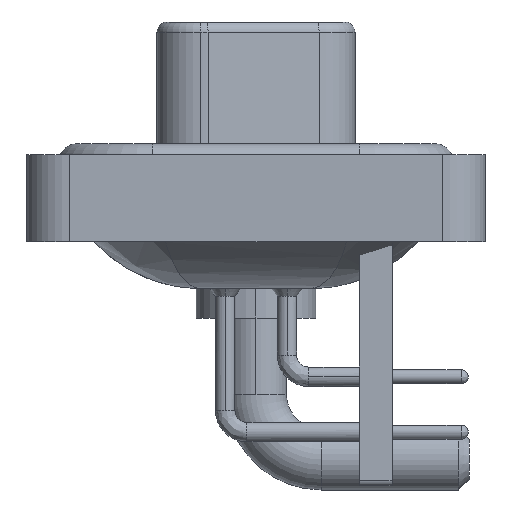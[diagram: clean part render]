
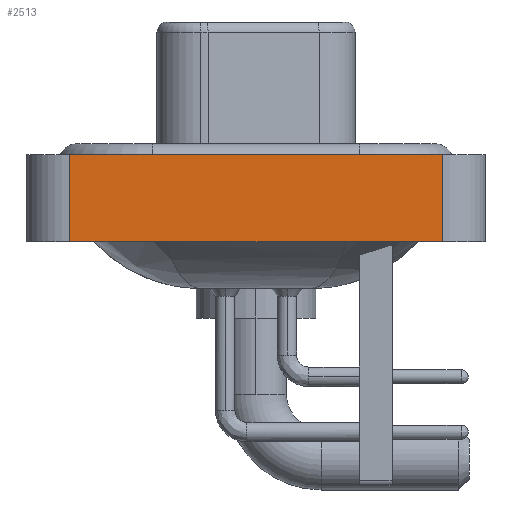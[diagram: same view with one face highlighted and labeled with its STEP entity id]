
A CAD part, left-side view. The second image highlights one B-rep face of the part: STEP entity #2513.
In plain terms, the highlighted planar face has unit normal (-1, 0, 0).
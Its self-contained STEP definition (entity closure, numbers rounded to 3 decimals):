
#2159 = DIRECTION ( 'NONE',  ( 0., 0., 1. ) ) ;
#2352 = VECTOR ( 'NONE', #2159, 1000. ) ;
#2466 = ORIENTED_EDGE ( 'NONE', *, *, #19692, .T. ) ;
#2513 = ADVANCED_FACE ( 'NONE', ( #16268 ), #3375, .T. ) ;
#3375 = PLANE ( 'NONE',  #8601 ) ;
#3386 = CARTESIAN_POINT ( 'NONE',  ( -7.25, -8.55, -3.6 ) ) ;
#3451 = ORIENTED_EDGE ( 'NONE', *, *, #23032, .F. ) ;
#3601 = DIRECTION ( 'NONE',  ( 0., 0., 1. ) ) ;
#3665 = CARTESIAN_POINT ( 'NONE',  ( -7.25, 8.55, -3.6 ) ) ;
#5429 = VERTEX_POINT ( 'NONE', #15533 ) ;
#6796 = VECTOR ( 'NONE', #17803, 1000. ) ;
#7188 = VERTEX_POINT ( 'NONE', #9264 ) ;
#8158 = ORIENTED_EDGE ( 'NONE', *, *, #21434, .F. ) ;
#8213 = CARTESIAN_POINT ( 'NONE',  ( -7.25, -8.55, 0.4 ) ) ;
#8601 = AXIS2_PLACEMENT_3D ( 'NONE', #17852, #23572, #3601 ) ;
#9264 = CARTESIAN_POINT ( 'NONE',  ( -7.25, 8.55, 0.4 ) ) ;
#9819 = LINE ( 'NONE', #11482, #2352 ) ;
#10692 = LINE ( 'NONE', #3386, #20143 ) ;
#10982 = CARTESIAN_POINT ( 'NONE',  ( -7.25, -8.55, -3.6 ) ) ;
#11482 = CARTESIAN_POINT ( 'NONE',  ( -7.25, 8.55, -3.6 ) ) ;
#11952 = CARTESIAN_POINT ( 'NONE',  ( -7.25, -8.55, -3.6 ) ) ;
#12806 = VERTEX_POINT ( 'NONE', #10982 ) ;
#14115 = DIRECTION ( 'NONE',  ( 0., -1., 0. ) ) ;
#15533 = CARTESIAN_POINT ( 'NONE',  ( -7.25, -8.55, 0.4 ) ) ;
#16268 = FACE_OUTER_BOUND ( 'NONE', #20815, .T. ) ;
#17550 = LINE ( 'NONE', #8213, #6796 ) ;
#17803 = DIRECTION ( 'NONE',  ( 0., -1., 0. ) ) ;
#17852 = CARTESIAN_POINT ( 'NONE',  ( -7.25, -8.55, -3.6 ) ) ;
#18187 = VECTOR ( 'NONE', #14115, 1000. ) ;
#18324 = DIRECTION ( 'NONE',  ( 0., 0., 1. ) ) ;
#19495 = EDGE_CURVE ( 'NONE', #12806, #5429, #10692, .T. ) ;
#19692 = EDGE_CURVE ( 'NONE', #21982, #12806, #21271, .T. ) ;
#20143 = VECTOR ( 'NONE', #18324, 1000. ) ;
#20815 = EDGE_LOOP ( 'NONE', ( #22293, #8158, #3451, #2466 ) ) ;
#21271 = LINE ( 'NONE', #11952, #18187 ) ;
#21434 = EDGE_CURVE ( 'NONE', #7188, #5429, #17550, .T. ) ;
#21982 = VERTEX_POINT ( 'NONE', #3665 ) ;
#22293 = ORIENTED_EDGE ( 'NONE', *, *, #19495, .T. ) ;
#23032 = EDGE_CURVE ( 'NONE', #21982, #7188, #9819, .T. ) ;
#23572 = DIRECTION ( 'NONE',  ( -1., 0., 0. ) ) ;
